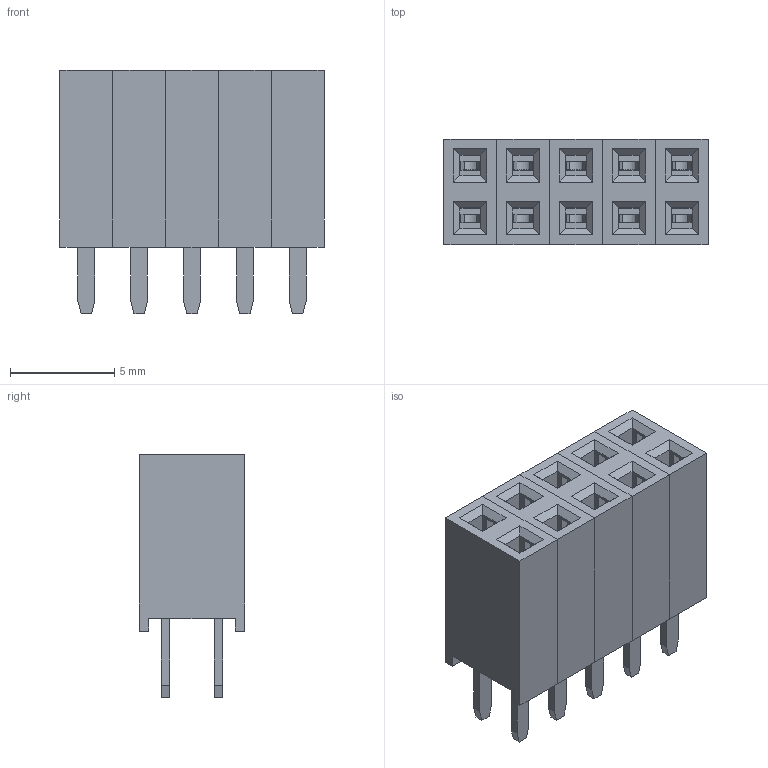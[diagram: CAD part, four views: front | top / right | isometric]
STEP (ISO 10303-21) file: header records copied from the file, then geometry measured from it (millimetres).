
FILE_DESCRIPTION (( 'STEP AP214' ), '1' );
FILE_NAME ('User Library-HeaderRangLuocKepThang2.54mm.STEP', '2019-04-08T09:31:15', ( '' ), ( '' ), 'SwSTEP 2.0', 'SolidWorks 2019', '' );
FILE_SCHEMA (( 'AUTOMOTIVE_DESIGN' ));
Length unit declared in the file: millimetre
Products named in the file (1): User Library-HeaderRangLuocKepThang2.54mm
Bounding box: 12.7 x 5.08 x 11.7 mm (x, y, z)
Volume: 450.1 mm3; surface area: 1495.9 mm2
Topology: 5 solids, 5 shells, 430 faces, 1220 edges, 800 vertices
Faces by surface type: plane 420, cylinder 10
Entity records: 18504 total; most frequent: CARTESIAN_POINT 2451, ORIENTED_EDGE 2440, DIRECTION 2102, EDGE_CURVE 1220, VECTOR 1200, LINE 1200, VERTEX_POINT 800, EDGE_LOOP 470
